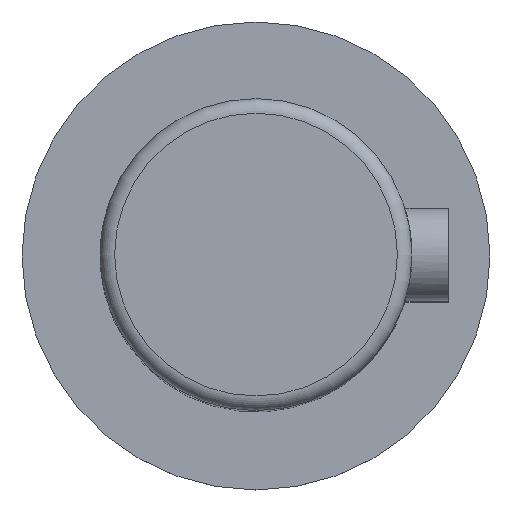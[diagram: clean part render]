
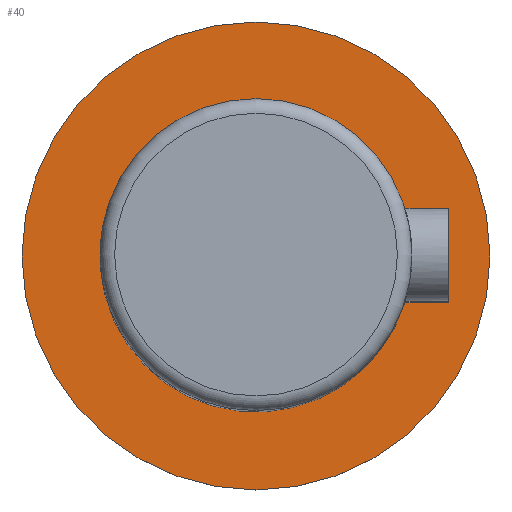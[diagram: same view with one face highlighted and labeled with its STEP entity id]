
A CAD part, top view. The second image highlights one B-rep face of the part: STEP entity #40.
In plain terms, the highlighted planar face has unit normal (0, 0, 1).
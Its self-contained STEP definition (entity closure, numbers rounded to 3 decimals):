
#40 = ADVANCED_FACE( '', ( #89, #90 ), #91, .T. );
#89 = FACE_OUTER_BOUND( '', #150, .T. );
#90 = FACE_BOUND( '', #151, .T. );
#91 = PLANE( '', #152 );
#150 = EDGE_LOOP( '', ( #205 ) );
#151 = EDGE_LOOP( '', ( #206, #207, #208, #209 ) );
#152 = AXIS2_PLACEMENT_3D( '', #210, #211, #212 );
#205 = ORIENTED_EDGE( '', *, *, #327, .T. );
#206 = ORIENTED_EDGE( '', *, *, #328, .F. );
#207 = ORIENTED_EDGE( '', *, *, #329, .F. );
#208 = ORIENTED_EDGE( '', *, *, #330, .F. );
#209 = ORIENTED_EDGE( '', *, *, #331, .F. );
#210 = CARTESIAN_POINT( '', ( 48., 0., -81. ) );
#211 = DIRECTION( '', ( 0., 0., 1. ) );
#212 = DIRECTION( '', ( 1., 0., 0. ) );
#327 = EDGE_CURVE( '', #372, #372, #373, .T. );
#328 = EDGE_CURVE( '', #374, #375, #376, .T. );
#329 = EDGE_CURVE( '', #377, #374, #378, .T. );
#330 = EDGE_CURVE( '', #379, #377, #380, .T. );
#331 = EDGE_CURVE( '', #375, #379, #381, .T. );
#372 = VERTEX_POINT( '', #438 );
#373 = CIRCLE( '', #439, 48. );
#374 = VERTEX_POINT( '', #440 );
#375 = VERTEX_POINT( '', #441 );
#376 = LINE( '', #442, #443 );
#377 = VERTEX_POINT( '', #444 );
#378 = LINE( '', #445, #446 );
#379 = VERTEX_POINT( '', #447 );
#380 = CIRCLE( '', #448, 32. );
#381 = LINE( '', #449, #450 );
#438 = CARTESIAN_POINT( '', ( 48., 0., -81. ) );
#439 = AXIS2_PLACEMENT_3D( '', #567, #568, #569 );
#440 = CARTESIAN_POINT( '', ( 39.456, -9.5, -81. ) );
#441 = CARTESIAN_POINT( '', ( 39.456, 9.5, -81. ) );
#442 = CARTESIAN_POINT( '', ( 39.456, -9.5, -81. ) );
#443 = VECTOR( '', #570, 1000. );
#444 = CARTESIAN_POINT( '', ( 30.557, -9.5, -81. ) );
#445 = CARTESIAN_POINT( '', ( 28.456, -9.5, -81. ) );
#446 = VECTOR( '', #571, 1000. );
#447 = CARTESIAN_POINT( '', ( 30.557, 9.5, -81. ) );
#448 = AXIS2_PLACEMENT_3D( '', #572, #573, #574 );
#449 = CARTESIAN_POINT( '', ( 39.456, 9.5, -81. ) );
#450 = VECTOR( '', #575, 1000. );
#567 = CARTESIAN_POINT( '', ( 0., 0., -81. ) );
#568 = DIRECTION( '', ( 0., 0., 1. ) );
#569 = DIRECTION( '', ( 1., 0., 0. ) );
#570 = DIRECTION( '', ( 0., 1., 0. ) );
#571 = DIRECTION( '', ( 1., 0., 0. ) );
#572 = CARTESIAN_POINT( '', ( 0., 0., -81. ) );
#573 = DIRECTION( '', ( 0., 0., 1. ) );
#574 = DIRECTION( '', ( 1., 0., 0. ) );
#575 = DIRECTION( '', ( -1., 0., 0. ) );
